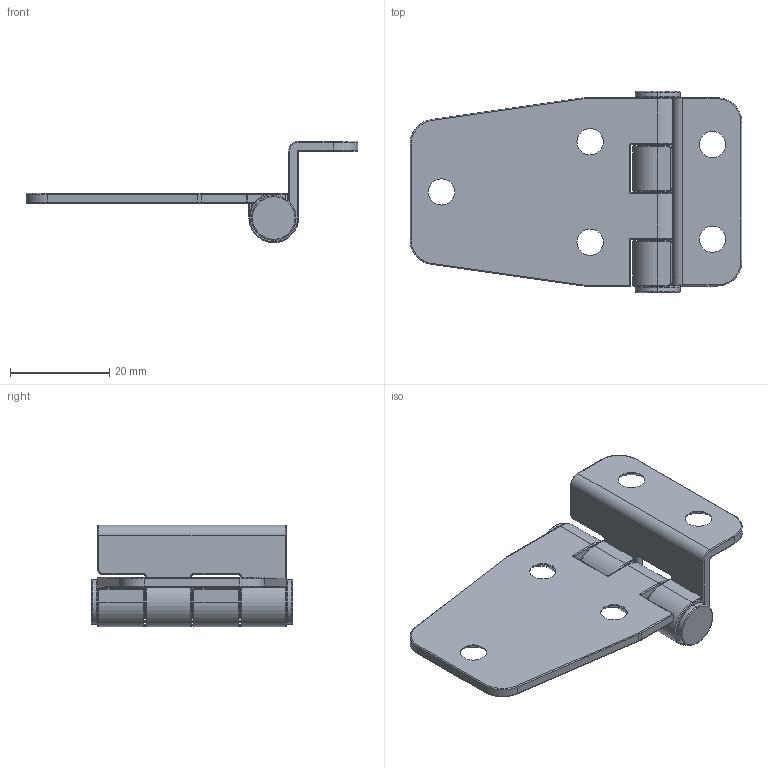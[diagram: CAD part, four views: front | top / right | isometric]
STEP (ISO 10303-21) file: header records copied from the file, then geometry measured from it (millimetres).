
FILE_DESCRIPTION (( 'STEP AP203' ), '1' );
FILE_NAME ('CLS-A005.STEP', '2016-06-14T09:11:50', ( '' ), ( '' ), 'SwSTEP 2.0', 'SolidWorks 2010', '' );
FILE_SCHEMA (( 'CONFIG_CONTROL_DESIGN' ));
Length unit declared in the file: millimetre
Products named in the file (4): CLS-A005; 鉸鏈片-固定邊; 鉸鏈片-活動邊; PIN
Assembly tree (3 placements, depth 2):
  CLS-A005
    鉸鏈片-固定邊
    PIN
    鉸鏈片-活動邊
Bounding box: 67 x 40.6 x 20.5 mm (x, y, z)
Volume: 7471.5 mm3; surface area: 8375.3 mm2
Topology: 3 solids, 3 shells, 263 faces, 597 edges, 334 vertices
Faces by surface type: cylinder 115, torus 90, plane 40, cone 10, sphere 8
Entity records: 7715 total; most frequent: DIRECTION 1491, CARTESIAN_POINT 1198, ORIENTED_EDGE 1178, AXIS2_PLACEMENT_3D 635, EDGE_CURVE 589, CIRCLE 366, VERTEX_POINT 334, EDGE_LOOP 275
